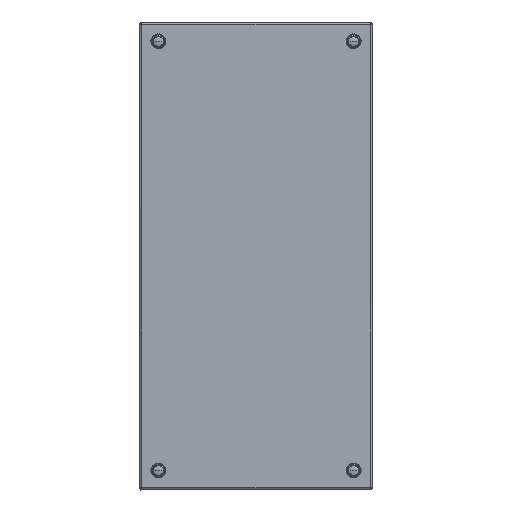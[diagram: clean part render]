
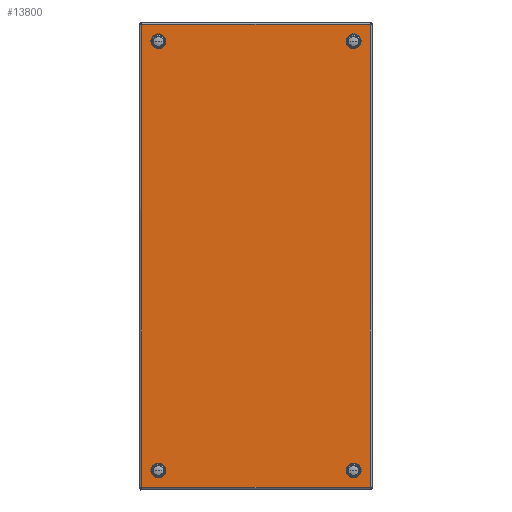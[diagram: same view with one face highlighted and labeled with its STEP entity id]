
A CAD part, top view. The second image highlights one B-rep face of the part: STEP entity #13800.
In plain terms, the highlighted planar face has unit normal (0, 0, 1).
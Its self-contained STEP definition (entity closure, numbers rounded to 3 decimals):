
#1055 = ORIENTED_EDGE ( 'NONE', *, *, #41603, .F. ) ;
#1098 = VERTEX_POINT ( 'NONE', #20310 ) ;
#1376 = CARTESIAN_POINT ( 'NONE',  ( -97.9, 197.9, 120. ) ) ;
#1390 = EDGE_CURVE ( 'NONE', #46660, #27549, #32389, .T. ) ;
#1585 = EDGE_LOOP ( 'NONE', ( #42730, #24148 ) ) ;
#2008 = CARTESIAN_POINT ( 'NONE',  ( 83.5, -180.75, 120. ) ) ;
#2244 = DIRECTION ( 'NONE',  ( 0., 0., 1. ) ) ;
#4816 = DIRECTION ( 'NONE',  ( 0., 1., 0. ) ) ;
#5405 = DIRECTION ( 'NONE',  ( 0., -1., 0. ) ) ;
#5967 = DIRECTION ( 'NONE',  ( 0., 0., 1. ) ) ;
#6027 = ORIENTED_EDGE ( 'NONE', *, *, #10487, .F. ) ;
#6088 = AXIS2_PLACEMENT_3D ( 'NONE', #25933, #33001, #29116 ) ;
#6419 = ORIENTED_EDGE ( 'NONE', *, *, #11644, .T. ) ;
#7184 = CARTESIAN_POINT ( 'NONE',  ( -97.9, -197.9, 120. ) ) ;
#7355 = EDGE_CURVE ( 'NONE', #41055, #47674, #43364, .T. ) ;
#7419 = DIRECTION ( 'NONE',  ( 0., -1., 0. ) ) ;
#7689 = ORIENTED_EDGE ( 'NONE', *, *, #7355, .F. ) ;
#7765 = AXIS2_PLACEMENT_3D ( 'NONE', #42456, #20410, #5405 ) ;
#8456 = LINE ( 'NONE', #16432, #44451 ) ;
#9040 = FACE_BOUND ( 'NONE', #1585, .T. ) ;
#9905 = CARTESIAN_POINT ( 'NONE',  ( 83.5, 186.25, 120. ) ) ;
#10441 = VECTOR ( 'NONE', #44322, 1000. ) ;
#10487 = EDGE_CURVE ( 'NONE', #31099, #28381, #29792, .T. ) ;
#11644 = EDGE_CURVE ( 'NONE', #30275, #45967, #8456, .T. ) ;
#11682 = EDGE_LOOP ( 'NONE', ( #12400, #13437 ) ) ;
#11906 = DIRECTION ( 'NONE',  ( 0., -1., 0. ) ) ;
#12011 = EDGE_LOOP ( 'NONE', ( #26356, #32347, #37110, #6419 ) ) ;
#12192 = PLANE ( 'NONE',  #26847 ) ;
#12373 = EDGE_CURVE ( 'NONE', #31431, #30275, #25671, .T. ) ;
#12400 = ORIENTED_EDGE ( 'NONE', *, *, #40931, .F. ) ;
#12436 = FACE_BOUND ( 'NONE', #29713, .T. ) ;
#12506 = CIRCLE ( 'NONE', #21036, 2.75 ) ;
#12555 = CARTESIAN_POINT ( 'NONE',  ( 97.9, 197.9, 120. ) ) ;
#13437 = ORIENTED_EDGE ( 'NONE', *, *, #39228, .F. ) ;
#13669 = CARTESIAN_POINT ( 'NONE',  ( 83.5, -186.25, 120. ) ) ;
#13800 = ADVANCED_FACE ( 'NONE', ( #9040, #12436, #19489, #38626, #34279 ), #12192, .T. ) ;
#15105 = DIRECTION ( 'NONE',  ( 0., -1., 0. ) ) ;
#15348 = CIRCLE ( 'NONE', #6088, 2.75 ) ;
#15739 = ORIENTED_EDGE ( 'NONE', *, *, #22692, .F. ) ;
#15821 = DIRECTION ( 'NONE',  ( 0., 0., 1. ) ) ;
#16397 = CARTESIAN_POINT ( 'NONE',  ( 83.5, 183.5, 120. ) ) ;
#16432 = CARTESIAN_POINT ( 'NONE',  ( 97.9, -197.929, 120. ) ) ;
#16863 = CIRCLE ( 'NONE', #40084, 2.75 ) ;
#17010 = DIRECTION ( 'NONE',  ( 0., -1., 0. ) ) ;
#17346 = LINE ( 'NONE', #32661, #44969 ) ;
#17815 = CARTESIAN_POINT ( 'NONE',  ( -83.5, -180.75, 120. ) ) ;
#19489 = FACE_BOUND ( 'NONE', #39259, .T. ) ;
#19614 = LINE ( 'NONE', #38505, #43158 ) ;
#19960 = CARTESIAN_POINT ( 'NONE',  ( 99.5, 199.5, 120. ) ) ;
#20310 = CARTESIAN_POINT ( 'NONE',  ( -83.5, -186.25, 120. ) ) ;
#20410 = DIRECTION ( 'NONE',  ( 0., 0., 1. ) ) ;
#20755 = DIRECTION ( 'NONE',  ( 0., -1., 0. ) ) ;
#20782 = VERTEX_POINT ( 'NONE', #17815 ) ;
#21036 = AXIS2_PLACEMENT_3D ( 'NONE', #35429, #2244, #17010 ) ;
#21503 = CARTESIAN_POINT ( 'NONE',  ( 83.5, 183.5, 120. ) ) ;
#21944 = EDGE_CURVE ( 'NONE', #26324, #31431, #19614, .T. ) ;
#22015 = AXIS2_PLACEMENT_3D ( 'NONE', #30370, #23323, #11906 ) ;
#22268 = EDGE_CURVE ( 'NONE', #27549, #46660, #16863, .T. ) ;
#22692 = EDGE_CURVE ( 'NONE', #28381, #31099, #15348, .T. ) ;
#23264 = DIRECTION ( 'NONE',  ( 0., -1., 0. ) ) ;
#23323 = DIRECTION ( 'NONE',  ( 0., 0., 1. ) ) ;
#23364 = DIRECTION ( 'NONE',  ( 0., 0., 1. ) ) ;
#24148 = ORIENTED_EDGE ( 'NONE', *, *, #22268, .F. ) ;
#25349 = DIRECTION ( 'NONE',  ( -1., 0., 0. ) ) ;
#25614 = DIRECTION ( 'NONE',  ( 0., 0., 1. ) ) ;
#25671 = LINE ( 'NONE', #34165, #10441 ) ;
#25727 = AXIS2_PLACEMENT_3D ( 'NONE', #39150, #5967, #20755 ) ;
#25933 = CARTESIAN_POINT ( 'NONE',  ( -83.5, 183.5, 120. ) ) ;
#26324 = VERTEX_POINT ( 'NONE', #1376 ) ;
#26356 = ORIENTED_EDGE ( 'NONE', *, *, #38348, .T. ) ;
#26847 = AXIS2_PLACEMENT_3D ( 'NONE', #19960, #23364, #31137 ) ;
#27549 = VERTEX_POINT ( 'NONE', #9905 ) ;
#28381 = VERTEX_POINT ( 'NONE', #29134 ) ;
#29116 = DIRECTION ( 'NONE',  ( 0., -1., 0. ) ) ;
#29134 = CARTESIAN_POINT ( 'NONE',  ( -83.5, 186.25, 120. ) ) ;
#29713 = EDGE_LOOP ( 'NONE', ( #1055, #7689 ) ) ;
#29792 = CIRCLE ( 'NONE', #22015, 2.75 ) ;
#30275 = VERTEX_POINT ( 'NONE', #40900 ) ;
#30370 = CARTESIAN_POINT ( 'NONE',  ( -83.5, 183.5, 120. ) ) ;
#30504 = AXIS2_PLACEMENT_3D ( 'NONE', #44668, #15821, #15105 ) ;
#31099 = VERTEX_POINT ( 'NONE', #39723 ) ;
#31137 = DIRECTION ( 'NONE',  ( -1., 0., 0. ) ) ;
#31209 = DIRECTION ( 'NONE',  ( 0., 0., 1. ) ) ;
#31431 = VERTEX_POINT ( 'NONE', #7184 ) ;
#32347 = ORIENTED_EDGE ( 'NONE', *, *, #21944, .T. ) ;
#32389 = CIRCLE ( 'NONE', #40088, 2.75 ) ;
#32661 = CARTESIAN_POINT ( 'NONE',  ( 97.929, 197.9, 120. ) ) ;
#33001 = DIRECTION ( 'NONE',  ( 0., 0., 1. ) ) ;
#34165 = CARTESIAN_POINT ( 'NONE',  ( -97.929, -197.9, 120. ) ) ;
#34279 = FACE_OUTER_BOUND ( 'NONE', #12011, .T. ) ;
#35429 = CARTESIAN_POINT ( 'NONE',  ( -83.5, -183.5, 120. ) ) ;
#37110 = ORIENTED_EDGE ( 'NONE', *, *, #12373, .T. ) ;
#38348 = EDGE_CURVE ( 'NONE', #45967, #26324, #17346, .T. ) ;
#38505 = CARTESIAN_POINT ( 'NONE',  ( -97.9, 197.929, 120. ) ) ;
#38626 = FACE_BOUND ( 'NONE', #11682, .T. ) ;
#39150 = CARTESIAN_POINT ( 'NONE',  ( 83.5, -183.5, 120. ) ) ;
#39228 = EDGE_CURVE ( 'NONE', #20782, #1098, #12506, .T. ) ;
#39259 = EDGE_LOOP ( 'NONE', ( #6027, #15739 ) ) ;
#39723 = CARTESIAN_POINT ( 'NONE',  ( -83.5, 180.75, 120. ) ) ;
#40084 = AXIS2_PLACEMENT_3D ( 'NONE', #16397, #31209, #45956 ) ;
#40088 = AXIS2_PLACEMENT_3D ( 'NONE', #21503, #25614, #7419 ) ;
#40900 = CARTESIAN_POINT ( 'NONE',  ( 97.9, -197.9, 120. ) ) ;
#40931 = EDGE_CURVE ( 'NONE', #1098, #20782, #47459, .T. ) ;
#41055 = VERTEX_POINT ( 'NONE', #2008 ) ;
#41603 = EDGE_CURVE ( 'NONE', #47674, #41055, #45873, .T. ) ;
#42456 = CARTESIAN_POINT ( 'NONE',  ( 83.5, -183.5, 120. ) ) ;
#42730 = ORIENTED_EDGE ( 'NONE', *, *, #1390, .F. ) ;
#43158 = VECTOR ( 'NONE', #23264, 1000. ) ;
#43364 = CIRCLE ( 'NONE', #7765, 2.75 ) ;
#44322 = DIRECTION ( 'NONE',  ( 1., 0., 0. ) ) ;
#44451 = VECTOR ( 'NONE', #4816, 1000. ) ;
#44668 = CARTESIAN_POINT ( 'NONE',  ( -83.5, -183.5, 120. ) ) ;
#44969 = VECTOR ( 'NONE', #25349, 1000. ) ;
#45873 = CIRCLE ( 'NONE', #25727, 2.75 ) ;
#45956 = DIRECTION ( 'NONE',  ( 0., -1., 0. ) ) ;
#45967 = VERTEX_POINT ( 'NONE', #12555 ) ;
#46660 = VERTEX_POINT ( 'NONE', #47372 ) ;
#47372 = CARTESIAN_POINT ( 'NONE',  ( 83.5, 180.75, 120. ) ) ;
#47459 = CIRCLE ( 'NONE', #30504, 2.75 ) ;
#47674 = VERTEX_POINT ( 'NONE', #13669 ) ;
